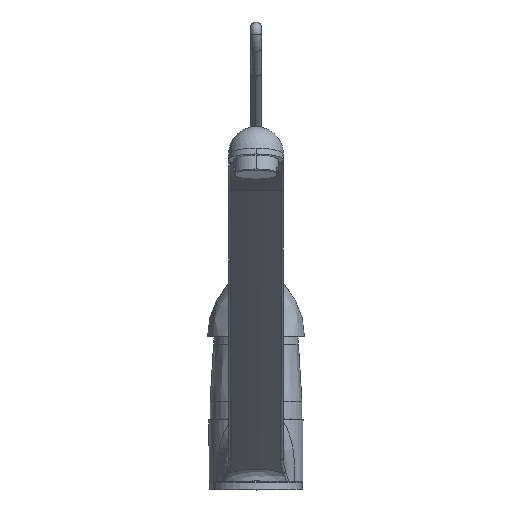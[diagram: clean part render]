
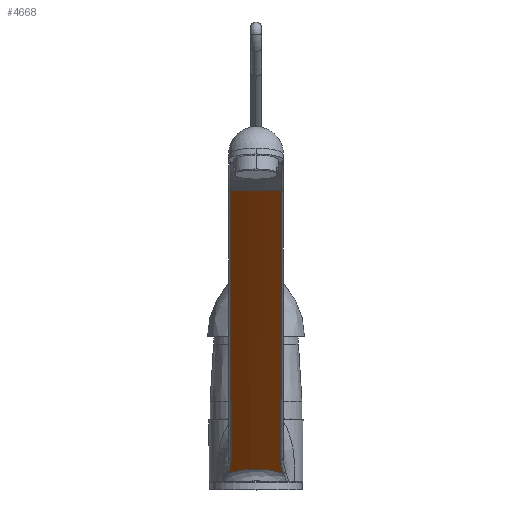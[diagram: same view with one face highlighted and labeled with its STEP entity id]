
A CAD part, top view. The second image highlights one B-rep face of the part: STEP entity #4668.
In plain terms, the highlighted cylindrical face has radius 217.812 mm (diameter 435.625 mm), a partial arc.
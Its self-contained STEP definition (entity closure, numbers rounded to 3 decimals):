
#141=CARTESIAN_POINT('',(-14.802,8.769,24.759));
#328=CARTESIAN_POINT('',(13.463,16.314,33.571));
#329=CARTESIAN_POINT('',(13.504,33.18,52.969));
#330=CARTESIAN_POINT('',(13.587,66.457,91.242));
#331=CARTESIAN_POINT('',(13.708,114.974,147.042));
#332=CARTESIAN_POINT('',(13.785,146.464,183.26));
#333=CARTESIAN_POINT('',(13.822,161.989,201.116));
#335=CARTESIAN_POINT('',(14.772,8.78,24.775));
#336=CARTESIAN_POINT('',(14.65,9.124,25.182));
#337=CARTESIAN_POINT('',(14.421,9.817,26.003));
#338=CARTESIAN_POINT('',(14.127,10.879,27.254));
#339=CARTESIAN_POINT('',(13.883,11.961,28.523));
#340=CARTESIAN_POINT('',(13.692,13.061,29.807));
#341=CARTESIAN_POINT('',(13.557,14.163,31.088));
#342=CARTESIAN_POINT('',(13.478,15.255,32.351));
#343=CARTESIAN_POINT('',(13.462,15.964,33.168));
#344=CARTESIAN_POINT('',(13.463,16.314,33.571));
#346=CARTESIAN_POINT('',(14.772,8.78,24.775));
#347=CARTESIAN_POINT('',(14.448,8.899,24.945));
#348=CARTESIAN_POINT('',(13.795,9.127,25.273));
#349=CARTESIAN_POINT('',(12.805,9.443,25.729));
#350=CARTESIAN_POINT('',(11.806,9.733,26.148));
#351=CARTESIAN_POINT('',(10.8,9.997,26.532));
#352=CARTESIAN_POINT('',(9.787,10.236,26.879));
#353=CARTESIAN_POINT('',(8.77,10.449,27.19));
#354=CARTESIAN_POINT('',(7.747,10.637,27.466));
#355=CARTESIAN_POINT('',(6.72,10.802,27.707));
#356=CARTESIAN_POINT('',(5.689,10.942,27.913));
#357=CARTESIAN_POINT('',(4.656,11.058,28.085));
#358=CARTESIAN_POINT('',(3.619,11.151,28.221));
#359=CARTESIAN_POINT('',(2.581,11.22,28.324));
#360=CARTESIAN_POINT('',(1.542,11.266,28.392));
#361=CARTESIAN_POINT('',(0.502,11.289,28.425));
#362=CARTESIAN_POINT('',(-0.538,11.289,28.425));
#363=CARTESIAN_POINT('',(-1.578,11.265,28.39));
#364=CARTESIAN_POINT('',(-2.618,11.218,28.321));
#365=CARTESIAN_POINT('',(-3.656,11.148,28.217));
#366=CARTESIAN_POINT('',(-4.692,11.055,28.079));
#367=CARTESIAN_POINT('',(-5.725,10.937,27.907));
#368=CARTESIAN_POINT('',(-6.756,10.796,27.7));
#369=CARTESIAN_POINT('',(-7.783,10.631,27.457));
#370=CARTESIAN_POINT('',(-8.805,10.442,27.18));
#371=CARTESIAN_POINT('',(-9.823,10.228,26.867));
#372=CARTESIAN_POINT('',(-10.835,9.988,26.519));
#373=CARTESIAN_POINT('',(-11.841,9.724,26.134));
#374=CARTESIAN_POINT('',(-12.839,9.433,25.714));
#375=CARTESIAN_POINT('',(-13.827,9.116,25.257));
#376=CARTESIAN_POINT('',(-14.479,8.888,24.929));
#377=CARTESIAN_POINT('',(-14.802,8.769,24.759));
#379=CARTESIAN_POINT('',(-13.463,16.393,33.662));
#380=CARTESIAN_POINT('',(-13.462,16.049,33.265));
#381=CARTESIAN_POINT('',(-13.478,15.348,32.458));
#382=CARTESIAN_POINT('',(-13.558,14.254,31.192));
#383=CARTESIAN_POINT('',(-13.696,13.138,29.895));
#384=CARTESIAN_POINT('',(-13.892,12.015,28.585));
#385=CARTESIAN_POINT('',(-14.143,10.908,27.286));
#386=CARTESIAN_POINT('',(-14.445,9.822,26.006));
#387=CARTESIAN_POINT('',(-14.678,9.117,25.172));
#388=CARTESIAN_POINT('',(-14.802,8.769,24.759));
#390=CARTESIAN_POINT('',(-13.822,161.989,201.116));
#391=CARTESIAN_POINT('',(-13.784,146.371,183.153));
#392=CARTESIAN_POINT('',(-13.707,114.762,146.799));
#393=CARTESIAN_POINT('',(-13.586,66.29,91.05));
#394=CARTESIAN_POINT('',(-13.504,33.156,52.941));
#395=CARTESIAN_POINT('',(-13.463,16.393,33.662));
#407=CARTESIAN_POINT('',(13.822,161.989,201.116));
#422=CARTESIAN_POINT('',(0.,326.043,58.506));
#423=DIRECTION('',(0.,0.656,0.755));
#424=DIRECTION('',(-0.063,-0.753,0.655));
#425=AXIS2_PLACEMENT_3D('',#422,#423,#424);
#3620=VERTEX_POINT('',#407);
#3622=VERTEX_POINT('',#328);
#3624=VERTEX_POINT('',#335);
#3631=VERTEX_POINT('',#141);
#3632=VERTEX_POINT('',#379);
#3634=VERTEX_POINT('',#390);
#4651=CARTESIAN_POINT('',(0.,168.785,
-122.398));
#4652=DIRECTION('',(0.,0.656,0.755));
#4653=DIRECTION('',(0.,-0.755,0.656));
#4654=AXIS2_PLACEMENT_3D('',#4651,#4652,#4653);
#4655=CYLINDRICAL_SURFACE('',#4654,217.813);
#4657=ORIENTED_EDGE('',*,*,#4656,.F.);
#4658=ORIENTED_EDGE('',*,*,#4635,.F.);
#4659=ORIENTED_EDGE('',*,*,#4258,.T.);
#4661=ORIENTED_EDGE('',*,*,#4660,.F.);
#4663=ORIENTED_EDGE('',*,*,#4662,.F.);
#4665=ORIENTED_EDGE('',*,*,#4664,.T.);
#4666=EDGE_LOOP('',(#4657,#4658,#4659,#4661,#4663,#4665));
#4667=FACE_OUTER_BOUND('',#4666,.F.);
#4668=ADVANCED_FACE('',(#4667),#4655,.T.);
#334=B_SPLINE_CURVE_WITH_KNOTS('',3,(#328,#329,#330,#331,#332,#333),
.UNSPECIFIED.,.F.,.F.,(4,1,1,4),(0.,0.333,0.667,1.),
.UNSPECIFIED.);
#345=B_SPLINE_CURVE_WITH_KNOTS('',3,(#335,#336,#337,#338,#339,#340,#341,#342,
#343,#344),.UNSPECIFIED.,.F.,.F.,(4,1,1,1,1,1,1,4),(0.,0.143,
0.286,0.429,0.571,0.714,
0.857,1.),.UNSPECIFIED.);
#378=B_SPLINE_CURVE_WITH_KNOTS('',3,(#346,#347,#348,#349,#350,#351,#352,#353,
#354,#355,#356,#357,#358,#359,#360,#361,#362,#363,#364,#365,#366,#367,#368,#369,
#370,#371,#372,#373,#374,#375,#376,#377),.UNSPECIFIED.,.F.,.F.,(4,1,1,1,1,1,1,1,
1,1,1,1,1,1,1,1,1,1,1,1,1,1,1,1,1,1,1,1,1,4),(0.,0.034,
0.069,0.103,0.138,0.172,
0.207,0.241,0.276,0.31,
0.345,0.379,0.414,0.448,
0.483,0.517,0.552,0.586,
0.621,0.655,0.69,0.724,
0.759,0.793,0.828,0.862,
0.897,0.931,0.966,1.),.UNSPECIFIED.);
#389=B_SPLINE_CURVE_WITH_KNOTS('',3,(#379,#380,#381,#382,#383,#384,#385,#386,
#387,#388),.UNSPECIFIED.,.F.,.F.,(4,1,1,1,1,1,1,4),(0.,0.143,
0.286,0.429,0.571,0.714,
0.857,1.),.UNSPECIFIED.);
#396=B_SPLINE_CURVE_WITH_KNOTS('',3,(#390,#391,#392,#393,#394,#395),
.UNSPECIFIED.,.F.,.F.,(4,1,1,4),(0.,0.333,0.667,1.),
.UNSPECIFIED.);
#426=CIRCLE('',#425,217.813);
#4258=EDGE_CURVE('',#3624,#3631,#378,.T.);
#4635=EDGE_CURVE('',#3624,#3622,#345,.T.);
#4656=EDGE_CURVE('',#3622,#3620,#334,.T.);
#4660=EDGE_CURVE('',#3632,#3631,#389,.T.);
#4662=EDGE_CURVE('',#3634,#3632,#396,.T.);
#4664=EDGE_CURVE('',#3634,#3620,#426,.T.);
